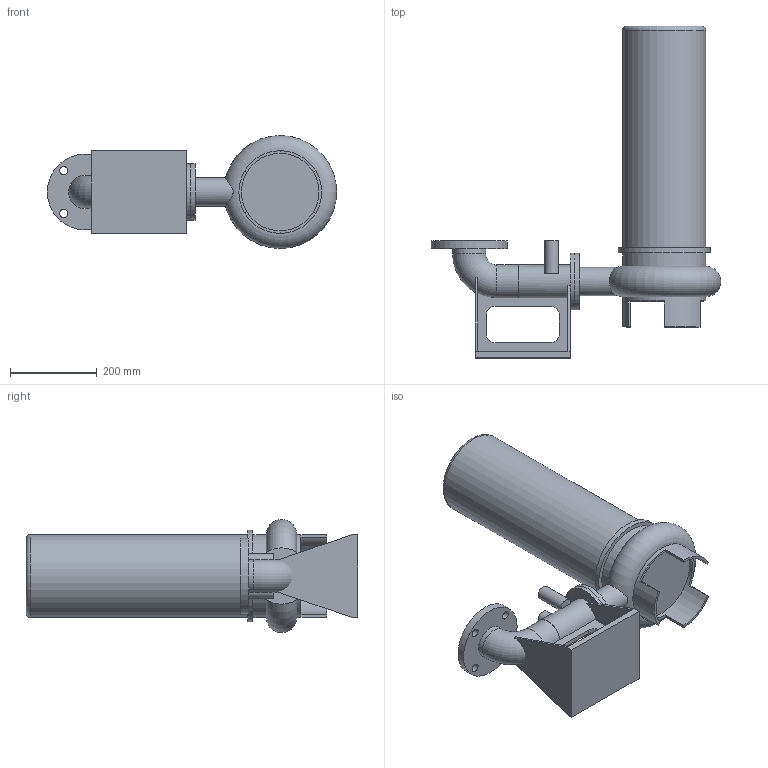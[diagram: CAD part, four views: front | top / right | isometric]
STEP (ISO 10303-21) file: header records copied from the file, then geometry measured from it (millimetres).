
FILE_DESCRIPTION(/* description */ (''),/* implementation_level */ '2;1');
FILE_NAME(/* name */ '',/* time_stamp */ '2023-04-19T09:24:35+09:00',/* author */ (''),/* organization */ (''),/* preprocessor_version */ 'ST-DEVELOPER v19.2',/* originating_system */ 'Autodesk Translation Framework v12.4.0.73',/* authorisation */ '');
FILE_SCHEMA (('AUTOMOTIVE_DESIGN { 1 0 10303 214 3 1 1 }'));
Length unit declared in the file: millimetre
Products named in the file (3): 65A_着脱式; 65A_PF; 65A_PF_1
Assembly tree (2 placements, depth 3):
  65A_着脱式
    65A_PF
      65A_PF_1
Bounding box: 667.84 x 766 x 260.84 mm (x, y, z)
Volume: 21757132.9 mm3; surface area: 1009285.8 mm2
Topology: 6 solids, 6 shells, 99 faces, 229 edges, 151 vertices
Faces by surface type: plane 65, cylinder 29, torus 4, cone 1
Full cylindrical faces by diameter (mm): 19 x4, 32 x2, 65 x1, 67.9 x3, 76.3 x2, 77.1 x1, 130 x2, 175 x1, 179 x1, 191 x1, 191.685 x1, 211.6 x1
Entity records: 3096 total; most frequent: CARTESIAN_POINT 639, DIRECTION 522, ORIENTED_EDGE 458, EDGE_CURVE 229, AXIS2_PLACEMENT_3D 194, VERTEX_POINT 151, LINE 134, VECTOR 134
